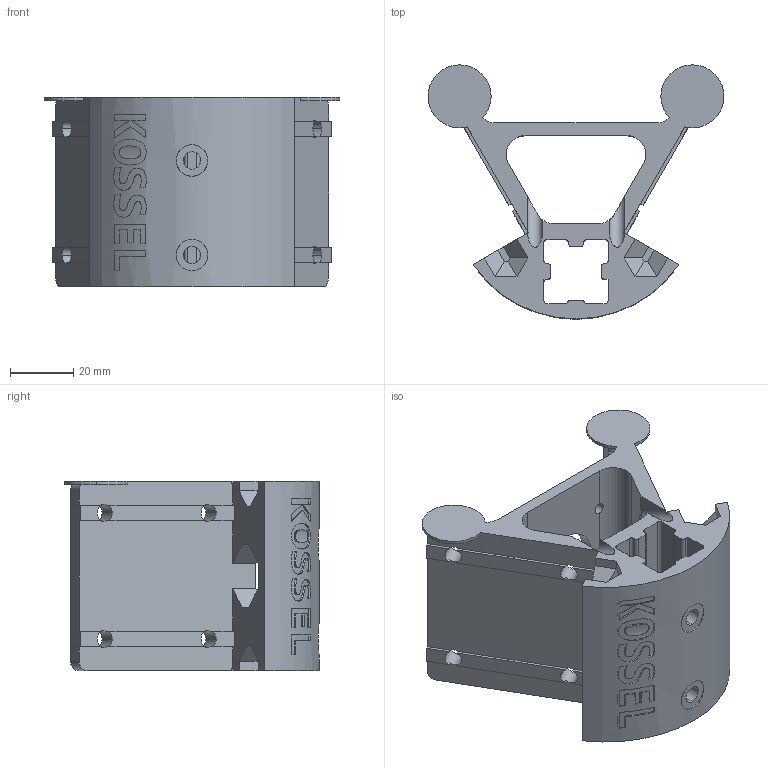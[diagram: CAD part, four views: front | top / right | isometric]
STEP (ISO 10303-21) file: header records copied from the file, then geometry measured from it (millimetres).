
FILE_DESCRIPTION (( 'STEP AP203' ), '1' );
FILE_NAME ('frame_motor 2020v2.STEP', '2014-05-22T13:35:45', ( '' ), ( '' ), 'SwSTEP 2.0', 'SolidWorks 2011', '' );
FILE_SCHEMA (( 'CONFIG_CONTROL_DESIGN' ));
Length unit declared in the file: millimetre
Products named in the file (1): frame_motor 2020v2
Bounding box: 93.84 x 80.56 x 60 mm (x, y, z)
Volume: 100309.6 mm3; surface area: 39197.4 mm2
Topology: 1 solids, 1 shells, 302 faces, 913 edges, 602 vertices
Faces by surface type: plane 188, cylinder 86, bspline 28
Entity records: 13370 total; most frequent: CARTESIAN_POINT 5166, ORIENTED_EDGE 1826, DIRECTION 1559, EDGE_CURVE 913, VERTEX_POINT 602, LINE 593, VECTOR 593, AXIS2_PLACEMENT_3D 483
